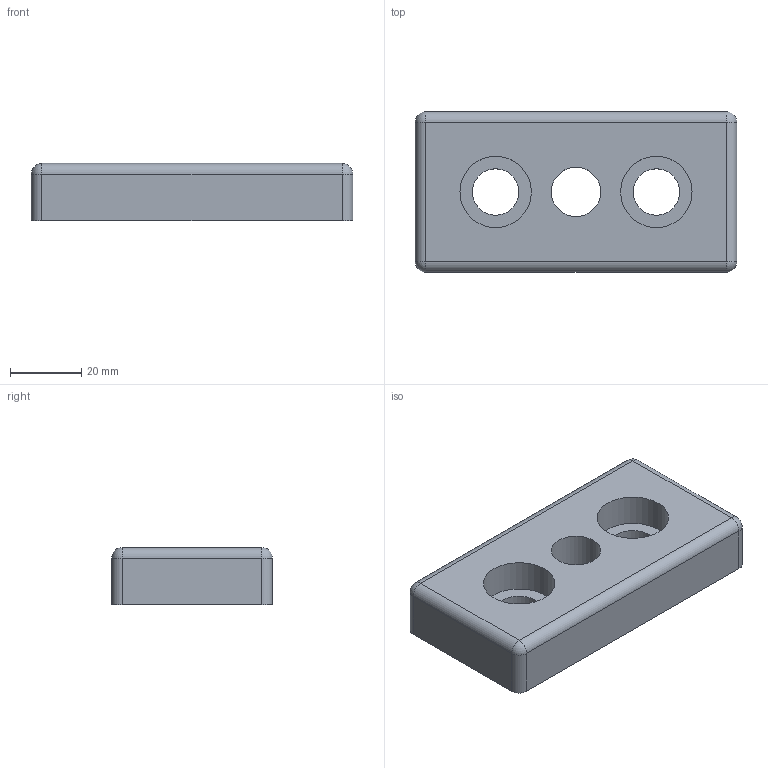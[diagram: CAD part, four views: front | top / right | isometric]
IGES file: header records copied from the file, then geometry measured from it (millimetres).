
Global section: file name: 524592.stp.ipt; native system: Autodesk Inventor 2014; preprocessor: unknown; author: zeman; date: 20151016.101841; units: millimetre
Bounding box: 90 x 45 x 16 mm (x, y, z)
Volume: 54254.6 mm3; surface area: 13543.7 mm2
Topology: 1 solids, 1 shells, 25 faces, 57 edges, 32 vertices
Faces by surface type: cylinder 8, plane 8, revolution 5, sphere 4
